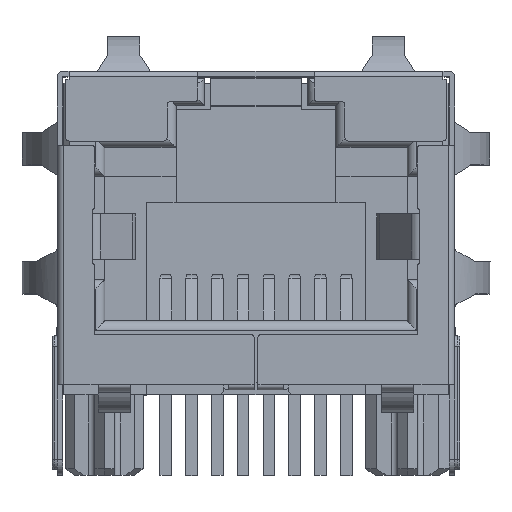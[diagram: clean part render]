
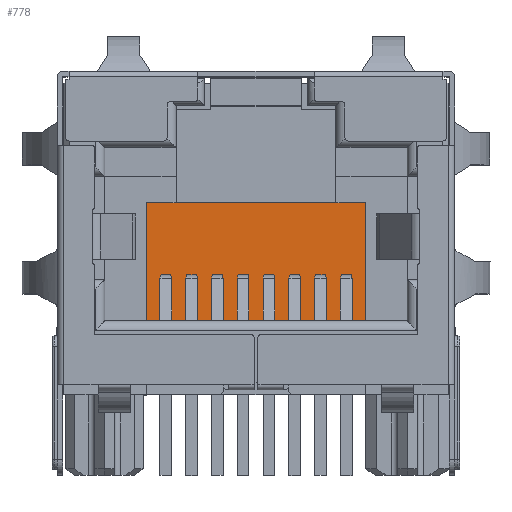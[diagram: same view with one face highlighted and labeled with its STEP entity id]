
A CAD part, top view. The second image highlights one B-rep face of the part: STEP entity #778.
In plain terms, the highlighted planar face has unit normal (0, 0, 1).
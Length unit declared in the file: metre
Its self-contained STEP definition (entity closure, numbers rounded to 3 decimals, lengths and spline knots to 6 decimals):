
#778 = ADVANCED_FACE( '', ( #2365 ), #2366, .T. );
#2365 = FACE_OUTER_BOUND( '', #5562, .T. );
#2366 = PLANE( '', #5563 );
#5562 = EDGE_LOOP( '', ( #11688, #11689, #11690, #11691 ) );
#5563 = AXIS2_PLACEMENT_3D( '', #11692, #11693, #11694 );
#11688 = ORIENTED_EDGE( '', *, *, #14748, .T. );
#11689 = ORIENTED_EDGE( '', *, *, #12829, .F. );
#11690 = ORIENTED_EDGE( '', *, *, #14708, .F. );
#11691 = ORIENTED_EDGE( '', *, *, #14534, .F. );
#11692 = CARTESIAN_POINT( '', ( 0., -0.006325, -0.01365 ) );
#11693 = DIRECTION( '', ( 0., 0., 1. ) );
#11694 = DIRECTION( '', ( 1., 0., 0. ) );
#12829 = EDGE_CURVE( '', #15255, #15242, #15257, .T. );
#14534 = EDGE_CURVE( '', #18132, #18126, #18134, .T. );
#14708 = EDGE_CURVE( '', #18126, #15255, #18362, .T. );
#14748 = EDGE_CURVE( '', #18132, #15242, #18413, .T. );
#15242 = VERTEX_POINT( '', #19215 );
#15255 = VERTEX_POINT( '', #19234 );
#15257 = LINE( '', #19237, #19238 );
#18126 = VERTEX_POINT( '', #24498 );
#18132 = VERTEX_POINT( '', #24507 );
#18134 = LINE( '', #24510, #24511 );
#18362 = LINE( '', #25009, #25010 );
#18413 = LINE( '', #25129, #25130 );
#19215 = CARTESIAN_POINT( '', ( 0.004318, -0.004877, -0.01365 ) );
#19234 = CARTESIAN_POINT( '', ( -0.004318, -0.004877, -0.01365 ) );
#19237 = CARTESIAN_POINT( '', ( -0.004318, -0.004877, -0.01365 ) );
#19238 = VECTOR( '', #25727, 1. );
#24498 = CARTESIAN_POINT( '', ( -0.004318, -0.00955, -0.01365 ) );
#24507 = CARTESIAN_POINT( '', ( 0.004318, -0.00955, -0.01365 ) );
#24510 = CARTESIAN_POINT( '', ( 0.004318, -0.00955, -0.01365 ) );
#24511 = VECTOR( '', #27818, 1. );
#25009 = CARTESIAN_POINT( '', ( -0.004318, -0.00955, -0.01365 ) );
#25010 = VECTOR( '', #28034, 1. );
#25129 = CARTESIAN_POINT( '', ( 0.004318, -0.00955, -0.01365 ) );
#25130 = VECTOR( '', #28097, 1. );
#25727 = DIRECTION( '', ( 1., 0., 0. ) );
#27818 = DIRECTION( '', ( -1., 0., 0. ) );
#28034 = DIRECTION( '', ( 0., 1., 0. ) );
#28097 = DIRECTION( '', ( 0., 1., 0. ) );
